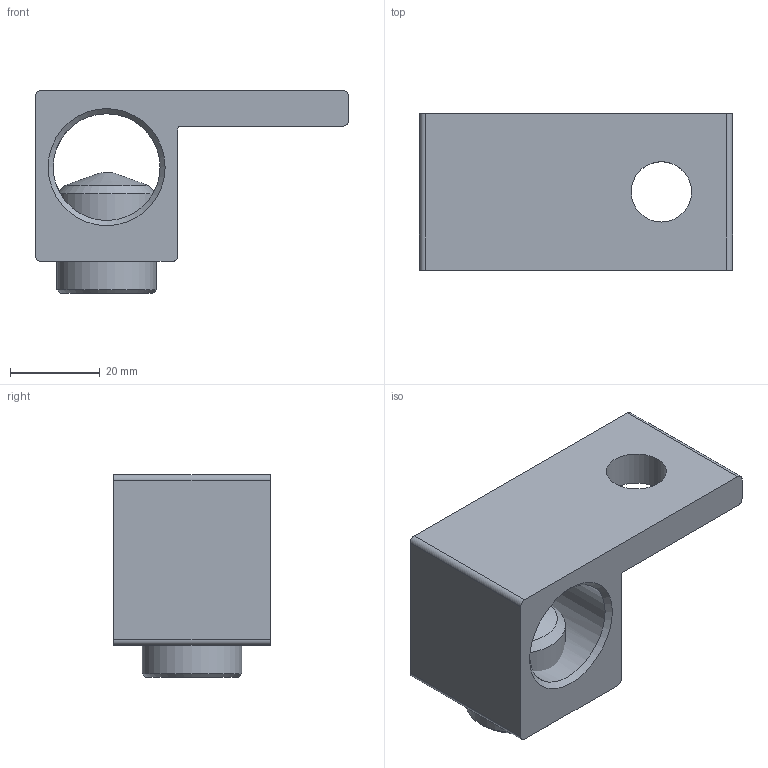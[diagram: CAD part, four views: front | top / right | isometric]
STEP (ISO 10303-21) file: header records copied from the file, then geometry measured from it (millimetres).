
FILE_DESCRIPTION(/* description */ (''),/* implementation_level */ '2;1');
FILE_NAME(/* name */ 'S600-53-63-SE Assembly.stp',/* time_stamp */ '2016-02-01T14:39:46-05:00',/* author */ ('tsmith'),/* organization */ (''),/* preprocessor_version */ 'ST-DEVELOPER v15.6',/* originating_system */ 'Autodesk Inventor 2015',/* authorisation */ '');
FILE_SCHEMA (('AUTOMOTIVE_DESIGN { 1 0 10303 214 3 1 1 }'));
Length unit declared in the file: inch
Products named in the file (3): S600-53-63-SE; 14141; S600-53-63-SE Assembly
Assembly tree (2 placements, depth 2):
  S600-53-63-SE Assembly
    S600-53-63-SE
    14141
Bounding box: 69.85 x 34.92 x 45.24 mm (x, y, z)
Volume: 40136.1 mm3; surface area: 15101.8 mm2
Topology: 2 solids, 2 shells, 39 faces, 95 edges, 63 vertices
Faces by surface type: plane 17, cylinder 12, cone 9, bspline 1
Full cylindrical faces by diameter (mm): 13.462 x1, 20.269 x1, 22.225 x1, 23.825 x1
Entity records: 1230 total; most frequent: CARTESIAN_POINT 315, DIRECTION 184, ORIENTED_EDGE 158, EDGE_CURVE 79, AXIS2_PLACEMENT_3D 74, EDGE_LOOP 59, VERTEX_POINT 58, FACE_OUTER_BOUND 39
